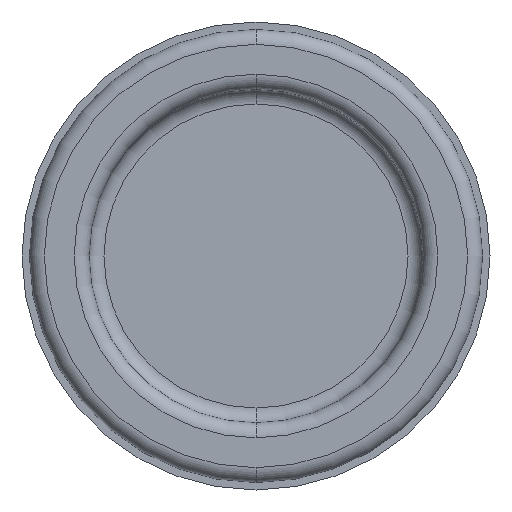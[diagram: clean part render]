
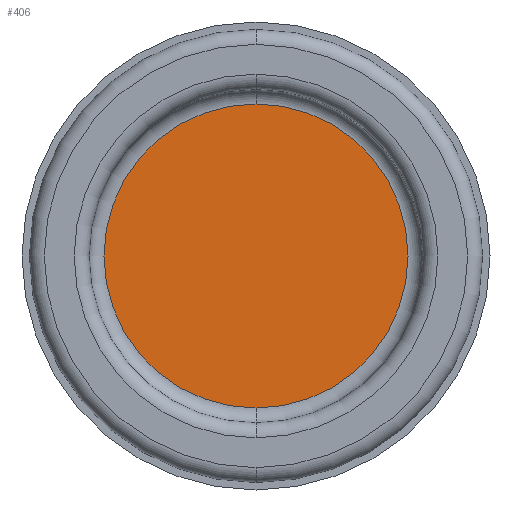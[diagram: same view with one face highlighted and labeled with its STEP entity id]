
A CAD part, front view. The second image highlights one B-rep face of the part: STEP entity #406.
In plain terms, the highlighted planar face has unit normal (0, -1, 0).
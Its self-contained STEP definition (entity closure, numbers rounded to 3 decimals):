
#19 = CARTESIAN_POINT ( 'NONE',  ( 0., 9., -30.6 ) ) ;
#22 = ORIENTED_EDGE ( 'NONE', *, *, #512, .F. ) ;
#34 = PLANE ( 'NONE',  #440 ) ;
#98 = EDGE_LOOP ( 'NONE', ( #104, #22 ) ) ;
#104 = ORIENTED_EDGE ( 'NONE', *, *, #116, .F. ) ;
#110 = DIRECTION ( 'NONE',  ( 0., 1., 0. ) ) ;
#116 = EDGE_CURVE ( 'NONE', #134, #125, #293, .T. ) ;
#125 = VERTEX_POINT ( 'NONE', #19 ) ;
#134 = VERTEX_POINT ( 'NONE', #523 ) ;
#180 = CARTESIAN_POINT ( 'NONE',  ( 0., 9., 0. ) ) ;
#241 = CIRCLE ( 'NONE', #258, 30.6 ) ;
#256 = DIRECTION ( 'NONE',  ( 0., 1., 0. ) ) ;
#258 = AXIS2_PLACEMENT_3D ( 'NONE', #180, #260, #304 ) ;
#260 = DIRECTION ( 'NONE',  ( 0., 1., 0. ) ) ;
#261 = FACE_OUTER_BOUND ( 'NONE', #98, .T. ) ;
#280 = DIRECTION ( 'NONE',  ( 0., 0., 1. ) ) ;
#293 = CIRCLE ( 'NONE', #312, 30.6 ) ;
#304 = DIRECTION ( 'NONE',  ( 0., 0., 1. ) ) ;
#312 = AXIS2_PLACEMENT_3D ( 'NONE', #366, #110, #280 ) ;
#366 = CARTESIAN_POINT ( 'NONE',  ( 0., 9., 0. ) ) ;
#382 = CARTESIAN_POINT ( 'NONE',  ( 30.6, 9., 0. ) ) ;
#406 = ADVANCED_FACE ( 'NONE', ( #261 ), #34, .F. ) ;
#440 = AXIS2_PLACEMENT_3D ( 'NONE', #382, #256, #545 ) ;
#512 = EDGE_CURVE ( 'NONE', #125, #134, #241, .T. ) ;
#523 = CARTESIAN_POINT ( 'NONE',  ( 0., 9., 30.6 ) ) ;
#545 = DIRECTION ( 'NONE',  ( 0., 0., 1. ) ) ;
